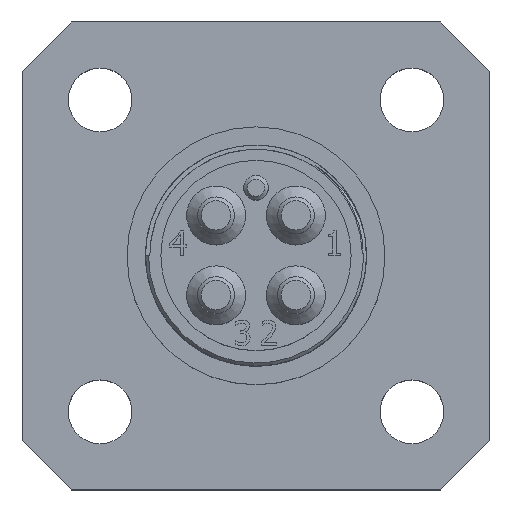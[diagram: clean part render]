
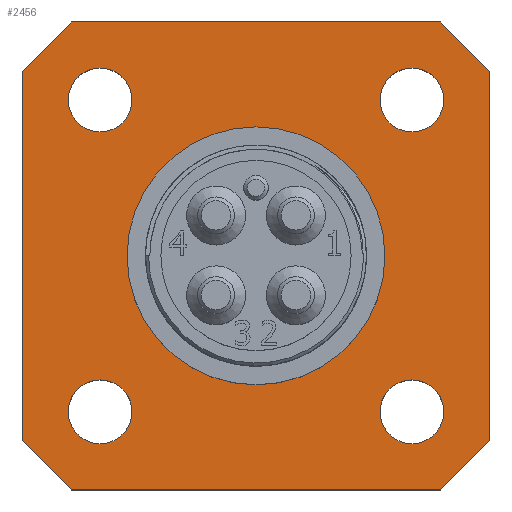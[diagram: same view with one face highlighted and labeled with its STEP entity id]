
A CAD part, top view. The second image highlights one B-rep face of the part: STEP entity #2456.
In plain terms, the highlighted planar face has unit normal (0, 0, 1).
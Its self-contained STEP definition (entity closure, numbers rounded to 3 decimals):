
#281=LINE($,#4804,#461);
#287=LINE($,#4815,#467);
#295=LINE($,#4841,#475);
#297=LINE($,#4845,#477);
#299=LINE($,#4850,#479);
#301=LINE($,#4854,#481);
#303=LINE($,#4857,#483);
#304=LINE($,#4956,#484);
#461=VECTOR($,#2989,5.657);
#467=VECTOR($,#2997,30.1);
#475=VECTOR($,#3019,5.657);
#477=VECTOR($,#3023,30.1);
#479=VECTOR($,#3027,5.657);
#481=VECTOR($,#3031,30.1);
#483=VECTOR($,#3035,5.657);
#484=VECTOR($,#3170,30.1);
#556=PLANE($,#2636);
#654=FACE_BOUND($,#1018,.T.);
#655=FACE_BOUND($,#1019,.T.);
#656=FACE_BOUND($,#1020,.T.);
#657=FACE_BOUND($,#1021,.T.);
#658=FACE_BOUND($,#1022,.T.);
#802=FACE_OUTER_BOUND($,#1017,.T.);
#1017=EDGE_LOOP($,(#2247,#2248,#2249,#2250,#2251,#2252,#2253,#2254));
#1018=EDGE_LOOP($,(#2255));
#1019=EDGE_LOOP($,(#2256));
#1020=EDGE_LOOP($,(#2257));
#1021=EDGE_LOOP($,(#2258));
#1022=EDGE_LOOP($,(#2259));
#1078=CIRCLE($,#2617,2.6);
#1079=CIRCLE($,#2619,2.6);
#1080=CIRCLE($,#2621,2.6);
#1081=CIRCLE($,#2623,2.6);
#1085=CIRCLE($,#2633,10.5);
#1263=VERTEX_POINT($,#4802);
#1264=VERTEX_POINT($,#4803);
#1268=VERTEX_POINT($,#4813);
#1279=VERTEX_POINT($,#4839);
#1280=VERTEX_POINT($,#4843);
#1281=VERTEX_POINT($,#4847);
#1282=VERTEX_POINT($,#4849);
#1283=VERTEX_POINT($,#4853);
#1307=VERTEX_POINT($,#4929);
#1308=VERTEX_POINT($,#4932);
#1309=VERTEX_POINT($,#4935);
#1310=VERTEX_POINT($,#4938);
#1314=VERTEX_POINT($,#4952);
#1570=EDGE_CURVE($,#1263,#1264,#281,.T.);
#1576=EDGE_CURVE($,#1268,#1263,#287,.T.);
#1589=EDGE_CURVE($,#1279,#1268,#295,.T.);
#1591=EDGE_CURVE($,#1280,#1279,#297,.T.);
#1593=EDGE_CURVE($,#1281,#1282,#299,.T.);
#1595=EDGE_CURVE($,#1282,#1283,#301,.T.);
#1597=EDGE_CURVE($,#1283,#1280,#303,.T.);
#1621=EDGE_CURVE($,#1307,#1307,#1078,.T.);
#1622=EDGE_CURVE($,#1308,#1308,#1079,.T.);
#1623=EDGE_CURVE($,#1309,#1309,#1080,.T.);
#1624=EDGE_CURVE($,#1310,#1310,#1081,.T.);
#1628=EDGE_CURVE($,#1314,#1314,#1085,.T.);
#1629=EDGE_CURVE($,#1264,#1281,#304,.T.);
#2247=ORIENTED_EDGE($,*,*,#1570,.F.);
#2248=ORIENTED_EDGE($,*,*,#1576,.F.);
#2249=ORIENTED_EDGE($,*,*,#1589,.F.);
#2250=ORIENTED_EDGE($,*,*,#1591,.F.);
#2251=ORIENTED_EDGE($,*,*,#1597,.F.);
#2252=ORIENTED_EDGE($,*,*,#1595,.F.);
#2253=ORIENTED_EDGE($,*,*,#1593,.F.);
#2254=ORIENTED_EDGE($,*,*,#1629,.F.);
#2255=ORIENTED_EDGE($,*,*,#1621,.T.);
#2256=ORIENTED_EDGE($,*,*,#1622,.T.);
#2257=ORIENTED_EDGE($,*,*,#1623,.T.);
#2258=ORIENTED_EDGE($,*,*,#1624,.T.);
#2259=ORIENTED_EDGE($,*,*,#1628,.T.);
#2456=ADVANCED_FACE($,(#802,#654,#655,#656,#657,#658),#556,.T.);
#2617=AXIS2_PLACEMENT_3D($,#4930,#3132,#3133);
#2619=AXIS2_PLACEMENT_3D($,#4933,#3136,#3137);
#2621=AXIS2_PLACEMENT_3D($,#4936,#3140,#3141);
#2623=AXIS2_PLACEMENT_3D($,#4939,#3144,#3145);
#2633=AXIS2_PLACEMENT_3D($,#4953,#3164,#3165);
#2636=AXIS2_PLACEMENT_3D($,#4957,#3171,#3172);
#2989=DIRECTION($,(0.707,0.707,0.));
#2997=DIRECTION($,(0.,1.,0.));
#3019=DIRECTION($,(-0.707,0.707,0.));
#3023=DIRECTION($,(-1.,0.,0.));
#3027=DIRECTION($,(0.707,-0.707,0.));
#3031=DIRECTION($,(0.,-1.,0.));
#3035=DIRECTION($,(-0.707,-0.707,0.));
#3132=DIRECTION('center_axis',(0.,0.,-1.));
#3133=DIRECTION('ref_axis',(0.,-1.,0.));
#3136=DIRECTION('center_axis',(0.,0.,-1.));
#3137=DIRECTION('ref_axis',(-1.,0.,0.));
#3140=DIRECTION('center_axis',(0.,0.,-1.));
#3141=DIRECTION('ref_axis',(0.,1.,0.));
#3144=DIRECTION('center_axis',(0.,0.,-1.));
#3145=DIRECTION('ref_axis',(1.,0.,0.));
#3164=DIRECTION('center_axis',(0.,0.,-1.));
#3165=DIRECTION('ref_axis',(-1.,0.,0.));
#3170=DIRECTION($,(1.,0.,0.));
#3171=DIRECTION('center_axis',(0.,0.,1.));
#3172=DIRECTION('ref_axis',(1.,0.,0.));
#4802=CARTESIAN_POINT('',(-19.05,15.05,3.95));
#4803=CARTESIAN_POINT('',(-15.05,19.05,3.95));
#4804=CARTESIAN_POINT($,(-17.05,17.05,3.95));
#4813=CARTESIAN_POINT('',(-19.05,-15.05,3.95));
#4815=CARTESIAN_POINT($,(-19.05,-19.05,3.95));
#4839=CARTESIAN_POINT('',(-15.05,-19.05,3.95));
#4841=CARTESIAN_POINT($,(-17.05,-17.05,3.95));
#4843=CARTESIAN_POINT('',(15.05,-19.05,3.95));
#4845=CARTESIAN_POINT($,(19.05,-19.05,3.95));
#4847=CARTESIAN_POINT('',(15.05,19.05,3.95));
#4849=CARTESIAN_POINT('',(19.05,15.05,3.95));
#4850=CARTESIAN_POINT($,(17.05,17.05,3.95));
#4853=CARTESIAN_POINT('',(19.05,-15.05,3.95));
#4854=CARTESIAN_POINT($,(19.05,19.05,3.95));
#4857=CARTESIAN_POINT($,(17.05,-17.05,3.95));
#4929=CARTESIAN_POINT('',(12.7,10.1,3.95));
#4930=CARTESIAN_POINT('Origin',(12.7,12.7,3.95));
#4932=CARTESIAN_POINT('',(10.1,-12.7,3.95));
#4933=CARTESIAN_POINT('Origin',(12.7,-12.7,3.95));
#4935=CARTESIAN_POINT('',(-12.7,-10.1,3.95));
#4936=CARTESIAN_POINT('Origin',(-12.7,-12.7,3.95));
#4938=CARTESIAN_POINT('',(-10.1,12.7,3.95));
#4939=CARTESIAN_POINT('Origin',(-12.7,12.7,3.95));
#4952=CARTESIAN_POINT('',(10.5,0.,3.95));
#4953=CARTESIAN_POINT('Origin',(0.,0.,3.95));
#4956=CARTESIAN_POINT($,(-19.05,19.05,3.95));
#4957=CARTESIAN_POINT('Origin',(0.,0.,
3.95));
